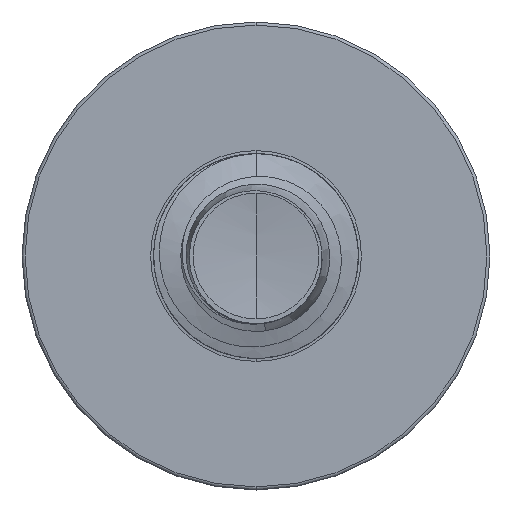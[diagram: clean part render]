
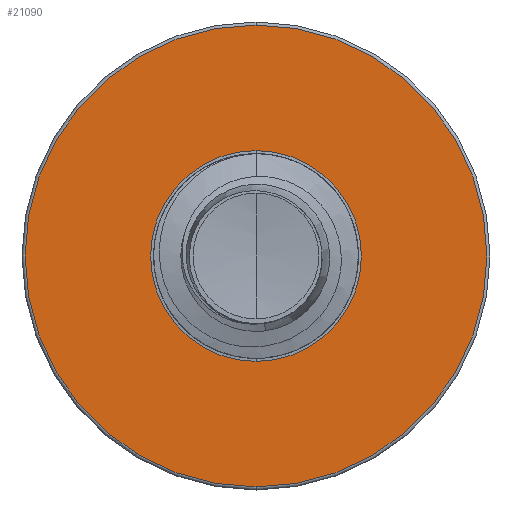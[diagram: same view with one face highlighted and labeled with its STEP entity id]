
A CAD part, front view. The second image highlights one B-rep face of the part: STEP entity #21090.
In plain terms, the highlighted planar face has unit normal (0, -1, 0).
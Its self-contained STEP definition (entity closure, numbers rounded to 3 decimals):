
#78 = EDGE_CURVE ( 'NONE', #21644, #16383, #23002, .T. ) ;
#1794 = CARTESIAN_POINT ( 'NONE',  ( 0., 7., 0. ) ) ;
#1840 = PLANE ( 'NONE',  #29235 ) ;
#3529 = DIRECTION ( 'NONE',  ( 0., 1., 0. ) ) ;
#4437 = DIRECTION ( 'NONE',  ( 0., 0., 1. ) ) ;
#4484 = DIRECTION ( 'NONE',  ( 0., 1., 0. ) ) ;
#6266 = ORIENTED_EDGE ( 'NONE', *, *, #22699, .F. ) ;
#6673 = CARTESIAN_POINT ( 'NONE',  ( 0., 7., 0.721 ) ) ;
#7083 = CARTESIAN_POINT ( 'NONE',  ( 0., 7., -1.579 ) ) ;
#7241 = VERTEX_POINT ( 'NONE', #7083 ) ;
#7820 = FACE_OUTER_BOUND ( 'NONE', #27047, .T. ) ;
#12308 = FACE_BOUND ( 'NONE', #21588, .T. ) ;
#12871 = CARTESIAN_POINT ( 'NONE',  ( 0., 7., 0. ) ) ;
#13373 = AXIS2_PLACEMENT_3D ( 'NONE', #12871, #29475, #15353 ) ;
#15353 = DIRECTION ( 'NONE',  ( 0., 0., 1. ) ) ;
#15825 = CIRCLE ( 'NONE', #22426, 1.579 ) ;
#16383 = VERTEX_POINT ( 'NONE', #6673 ) ;
#18760 = ORIENTED_EDGE ( 'NONE', *, *, #78, .T. ) ;
#18799 = CARTESIAN_POINT ( 'NONE',  ( 0., 7., 0. ) ) ;
#19643 = DIRECTION ( 'NONE',  ( 0., 1., 0. ) ) ;
#20632 = EDGE_CURVE ( 'NONE', #31393, #7241, #21138, .T. ) ;
#21090 = ADVANCED_FACE ( 'NONE', ( #7820, #12308 ), #1840, .F. ) ;
#21138 = CIRCLE ( 'NONE', #13373, 1.579 ) ;
#21198 = DIRECTION ( 'NONE',  ( 0., 0., 1. ) ) ;
#21588 = EDGE_LOOP ( 'NONE', ( #22250, #18760 ) ) ;
#21644 = VERTEX_POINT ( 'NONE', #25362 ) ;
#22036 = DIRECTION ( 'NONE',  ( 0., 0., 1. ) ) ;
#22250 = ORIENTED_EDGE ( 'NONE', *, *, #24261, .T. ) ;
#22426 = AXIS2_PLACEMENT_3D ( 'NONE', #1794, #19643, #4437 ) ;
#22699 = EDGE_CURVE ( 'NONE', #7241, #31393, #15825, .T. ) ;
#23002 = CIRCLE ( 'NONE', #28382, 0.721 ) ;
#23733 = DIRECTION ( 'NONE',  ( 0., 0., 1. ) ) ;
#23962 = CARTESIAN_POINT ( 'NONE',  ( 0., 7., 0. ) ) ;
#24033 = DIRECTION ( 'NONE',  ( 0., 1., 0. ) ) ;
#24261 = EDGE_CURVE ( 'NONE', #16383, #21644, #28716, .T. ) ;
#25362 = CARTESIAN_POINT ( 'NONE',  ( 0., 7., -0.721 ) ) ;
#25474 = CARTESIAN_POINT ( 'NONE',  ( 0., 7., 1.579 ) ) ;
#26594 = CARTESIAN_POINT ( 'NONE',  ( 0., 7., -0.721 ) ) ;
#26751 = ORIENTED_EDGE ( 'NONE', *, *, #20632, .F. ) ;
#27047 = EDGE_LOOP ( 'NONE', ( #26751, #6266 ) ) ;
#28382 = AXIS2_PLACEMENT_3D ( 'NONE', #23962, #24033, #23733 ) ;
#28716 = CIRCLE ( 'NONE', #29625, 0.721 ) ;
#29235 = AXIS2_PLACEMENT_3D ( 'NONE', #26594, #4484, #22036 ) ;
#29475 = DIRECTION ( 'NONE',  ( 0., 1., 0. ) ) ;
#29625 = AXIS2_PLACEMENT_3D ( 'NONE', #18799, #3529, #21198 ) ;
#31393 = VERTEX_POINT ( 'NONE', #25474 ) ;
